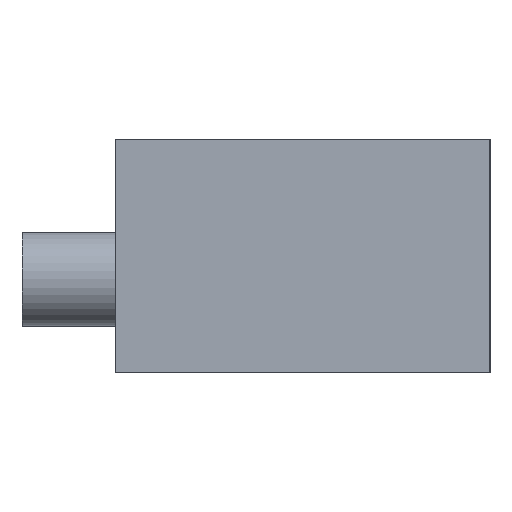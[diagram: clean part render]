
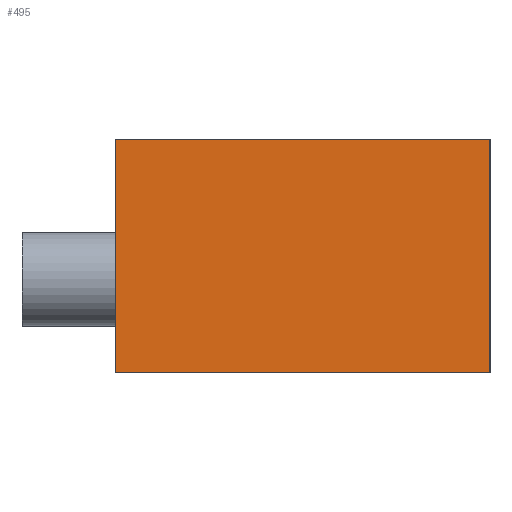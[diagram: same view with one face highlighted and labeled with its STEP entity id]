
A CAD part, left-side view. The second image highlights one B-rep face of the part: STEP entity #495.
In plain terms, the highlighted planar face has unit normal (-1, 0, 0).
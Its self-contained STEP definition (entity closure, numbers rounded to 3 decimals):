
#51=PLANE('',#562);
#84=FACE_OUTER_BOUND('',#127,.T.);
#127=EDGE_LOOP('',(#429,#430,#431,#432));
#157=LINE('',#837,#185);
#162=LINE('',#846,#190);
#165=LINE('',#853,#193);
#167=LINE('',#856,#195);
#185=VECTOR('',#703,10.);
#190=VECTOR('',#710,10.);
#193=VECTOR('',#717,10.);
#195=VECTOR('',#721,10.);
#260=VERTEX_POINT('',#833);
#262=VERTEX_POINT('',#836);
#265=VERTEX_POINT('',#844);
#267=VERTEX_POINT('',#852);
#317=EDGE_CURVE('',#262,#260,#157,.T.);
#322=EDGE_CURVE('',#265,#260,#162,.T.);
#325=EDGE_CURVE('',#267,#262,#165,.T.);
#327=EDGE_CURVE('',#267,#265,#167,.T.);
#429=ORIENTED_EDGE('',*,*,#317,.T.);
#430=ORIENTED_EDGE('',*,*,#322,.F.);
#431=ORIENTED_EDGE('',*,*,#327,.F.);
#432=ORIENTED_EDGE('',*,*,#325,.T.);
#495=ADVANCED_FACE('',(#84),#51,.T.);
#562=AXIS2_PLACEMENT_3D('',#855,#719,#720);
#703=DIRECTION('',(0.,0.,1.));
#710=DIRECTION('',(0.,-1.,0.));
#717=DIRECTION('',(0.,-1.,0.));
#719=DIRECTION('center_axis',(-1.,0.,0.));
#720=DIRECTION('ref_axis',(0.,0.,-1.));
#721=DIRECTION('',(0.,0.,1.));
#833=CARTESIAN_POINT('',(-25.,18.,-35.));
#836=CARTESIAN_POINT('',(-25.,18.,-40.));
#837=CARTESIAN_POINT('',(-25.,18.,-36.25));
#844=CARTESIAN_POINT('',(-25.,26.,-35.));
#846=CARTESIAN_POINT('',(-25.,26.,-35.));
#852=CARTESIAN_POINT('',(-25.,26.,-40.));
#853=CARTESIAN_POINT('',(-25.,26.,-40.));
#855=CARTESIAN_POINT('Origin',(-25.,26.,-35.));
#856=CARTESIAN_POINT('',(-25.,26.,-40.));
